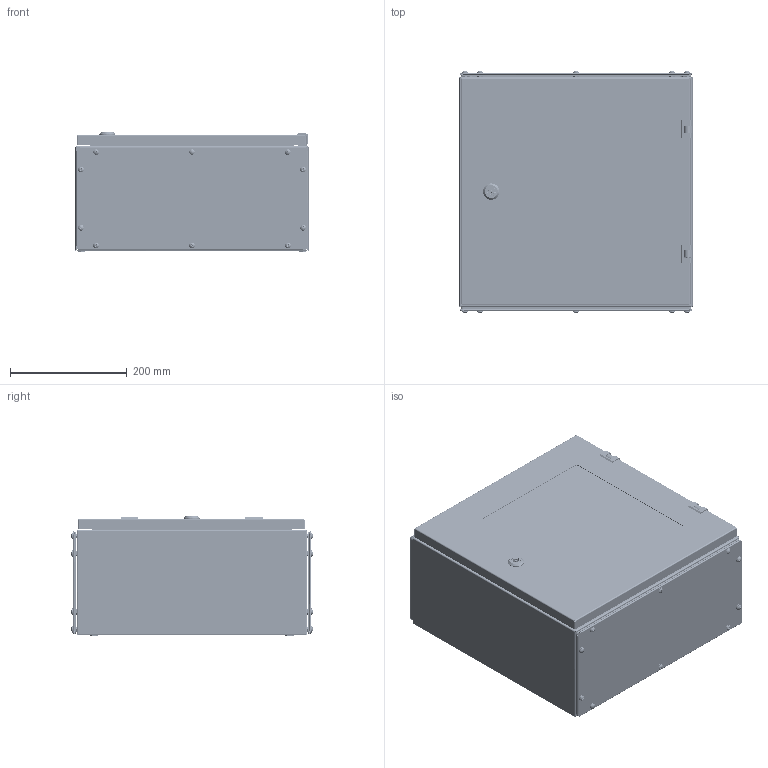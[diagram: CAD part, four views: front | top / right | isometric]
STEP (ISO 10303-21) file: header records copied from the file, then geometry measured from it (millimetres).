
FILE_DESCRIPTION (( 'STEP AP214' ), '1' );
FILE_NAME ('12.040.040.20.STEP', '2024-06-11T10:01:00', ( '' ), ( '' ), 'SwSTEP 2.0', 'SolidWorks 2021', '' );
FILE_SCHEMA (( 'AUTOMOTIVE_DESIGN' ));
Length unit declared in the file: millimetre
Products named in the file (29): 8SJ_MS705_0510.stp; Ãàéêà M6 DIN6923.step; Ñòåêëÿííàÿ äâåðü ÑÁ W400H400; Çàêëåïêà ðåçüáîâàÿ Ì8 øåñòèãðàííàÿ ñ óìåíüøåííûì áîðòîì; Øïèëüêà ïðèâàðíàÿ Ì6õ20; 署赅 W400D200; 8SJ_MS705-1_0040.stp; Çàêëåïêà ðåçüáîâàÿ Ì5 øåñòèãðàííàÿ ñ óìåíüøåííûì áîðòîì; 嵑謺麃 檐; 砑鳧罻 W400; 12.040.040.20; SW6X8.stp; ﾄ粢鮱 W400H400; Êîðïóñ øêàôà W400H400D200; Êàðêàñ øêàôà W400H400D200; 栺樏鋋 W400H400; 417.440; ﾇ瑟鶴 ﾀﾑ ms1000-3M.stp; 砑鳧罻 H400; 8SJ_MS705_0010.stp; 8SJ_S1B_0001.stp; Ïåðåìû÷êà êàðêàñà W400; Áîëò Ì6õ10 ñ øåñòèãðàííîé ãîëîâêîé ñ ïðåññøàéáîé; Øïèëüêà ïðèâàðíàÿ Ì6õ15; 8SJ_MS705_0760.stp; Øïèëüêà ïðèâàðíàÿ Ì6õ10; Ïðîêëàäêà êðûøêè W400D200; Âèíò DIN 967 Ì5õ16 ñ ïîëóêðóãëîé ãîëîâêîé ñ êðåñòîîáðàçíûì øëèöåì; Ãàñêåòèíã W400H400
Assembly tree (108 placements, depth 4):
  12.040.040.20
    Êàðêàñ øêàôà W400H400D200
      Êîðïóñ øêàôà W400H400D200
      Ïåðåìû÷êà êàðêàñà W400  x2
      Øïèëüêà ïðèâàðíàÿ Ì6õ15  x8
      Øïèëüêà ïðèâàðíàÿ Ì6õ20  x4
    署赅 W400D200  x2
    Ïðîêëàäêà êðûøêè W400D200  x2
    Ñòåêëÿííàÿ äâåðü ÑÁ W400H400
      ﾄ粢鮱 W400H400
      Ãàñêåòèíã W400H400
      ﾇ瑟鶴 ﾀﾑ ms1000-3M.stp
        8SJ_MS705_0010.stp
        8SJ_MS705_0510.stp
        8SJ_MS705_0760.stp
        8SJ_S1B_0001.stp
        8SJ_MS705-1_0040.stp
        SW6X8.stp
      Øïèëüêà ïðèâàðíàÿ Ì6õ10  x10
      栺樏鋋 W400H400
      Ãàéêà M6 DIN6923.step  x10
      砑鳧罻 H400  x2
      砑鳧罻 W400  x2
    嵑謺麃 檐  x2
    Áîëò Ì6õ10 ñ øåñòèãðàííîé ãîëîâêîé ñ ïðåññøàéáîé  x2
    Çàêëåïêà ðåçüáîâàÿ Ì5 øåñòèãðàííàÿ ñ óìåíüøåííûì áîðòîì  x20
    Âèíò DIN 967 Ì5õ16 ñ ïîëóêðóãëîé ãîëîâêîé ñ êðåñòîîáðàçíûì øëèöåì  x20
    Çàêëåïêà ðåçüáîâàÿ Ì8 øåñòèãðàííàÿ ñ óìåíüøåííûì áîðòîì  x4
    417.440
    Ãàéêà M6 DIN6923.step  x4
Bounding box: 400 x 415.17 x 204.65 mm (x, y, z)
Volume: 1502805.8 mm3; surface area: 2078679.3 mm2
Topology: 106 solids, 112 shells, 5117 faces, 12857 edges, 8023 vertices
Faces by surface type: plane 2153, cylinder 1739, bspline 460, cone 382, torus 287, sphere 96
Entity records: 85924 total; most frequent: CARTESIAN_POINT 43331, ORIENTED_EDGE 9110, DIRECTION 7563, EDGE_CURVE 4561, VERTEX_POINT 2797, AXIS2_PLACEMENT_3D 2558, LINE 2447, VECTOR 2447
